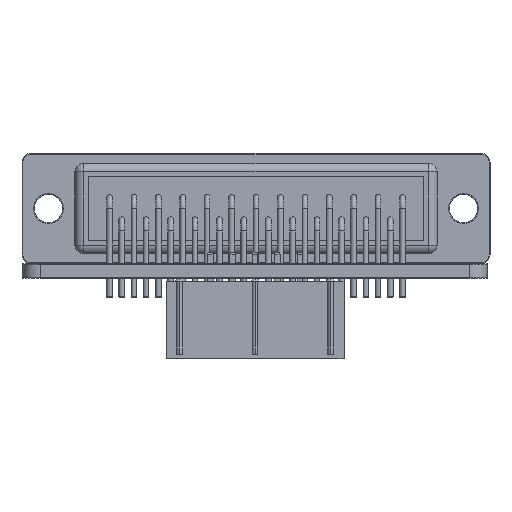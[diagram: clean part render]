
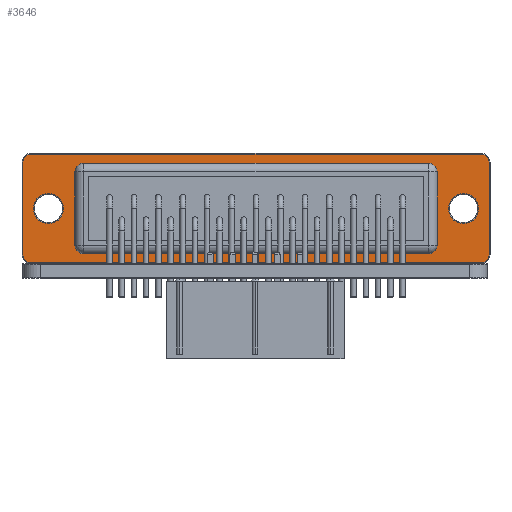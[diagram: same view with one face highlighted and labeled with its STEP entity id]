
A CAD part, left-side view. The second image highlights one B-rep face of the part: STEP entity #3646.
In plain terms, the highlighted face is planar.
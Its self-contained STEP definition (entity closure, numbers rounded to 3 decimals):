
#3395 = VERTEX_POINT('',#3396);
#3396 = CARTESIAN_POINT('',(42.17,-11.84,12.4));
#3403 = EDGE_CURVE('',#3395,#3404,#3406,.T.);
#3404 = VERTEX_POINT('',#3405);
#3405 = CARTESIAN_POINT('',(-8.93,-11.84,12.4));
#3406 = LINE('',#3407,#3408);
#3407 = CARTESIAN_POINT('',(42.17,-11.84,12.4));
#3408 = VECTOR('',#3409,1.);
#3409 = DIRECTION('',(-1.,0.,0.));
#3427 = EDGE_CURVE('',#3428,#3395,#3430,.T.);
#3428 = VERTEX_POINT('',#3429);
#3429 = CARTESIAN_POINT('',(43.07,-11.84,11.5));
#3430 = CIRCLE('',#3431,0.9);
#3431 = AXIS2_PLACEMENT_3D('',#3432,#3433,#3434);
#3432 = CARTESIAN_POINT('',(42.17,-11.84,11.5));
#3433 = DIRECTION('',(0.,-1.,0.));
#3434 = DIRECTION('',(1.,0.,0.));
#3453 = EDGE_CURVE('',#3404,#3454,#3456,.T.);
#3454 = VERTEX_POINT('',#3455);
#3455 = CARTESIAN_POINT('',(-9.83,-11.84,11.5));
#3456 = CIRCLE('',#3457,0.9);
#3457 = AXIS2_PLACEMENT_3D('',#3458,#3459,#3460);
#3458 = CARTESIAN_POINT('',(-8.93,-11.84,11.5));
#3459 = DIRECTION('',(0.,-1.,0.));
#3460 = DIRECTION('',(0.,0.,1.));
#3480 = VERTEX_POINT('',#3481);
#3481 = CARTESIAN_POINT('',(43.07,-11.84,1.));
#3488 = EDGE_CURVE('',#3480,#3428,#3489,.T.);
#3489 = LINE('',#3490,#3491);
#3490 = CARTESIAN_POINT('',(43.07,-11.84,1.));
#3491 = VECTOR('',#3492,1.);
#3492 = DIRECTION('',(0.,0.,1.));
#3505 = EDGE_CURVE('',#3454,#3506,#3508,.T.);
#3506 = VERTEX_POINT('',#3507);
#3507 = CARTESIAN_POINT('',(-9.83,-11.84,1.));
#3508 = LINE('',#3509,#3510);
#3509 = CARTESIAN_POINT('',(-9.83,-11.84,11.5));
#3510 = VECTOR('',#3511,1.);
#3511 = DIRECTION('',(0.,0.,-1.));
#3529 = EDGE_CURVE('',#3530,#3480,#3532,.T.);
#3530 = VERTEX_POINT('',#3531);
#3531 = CARTESIAN_POINT('',(42.17,-11.84,0.1));
#3532 = CIRCLE('',#3533,0.9);
#3533 = AXIS2_PLACEMENT_3D('',#3534,#3535,#3536);
#3534 = CARTESIAN_POINT('',(42.17,-11.84,1.));
#3535 = DIRECTION('',(0.,-1.,0.));
#3536 = DIRECTION('',(0.,0.,-1.));
#3555 = EDGE_CURVE('',#3506,#3556,#3558,.T.);
#3556 = VERTEX_POINT('',#3557);
#3557 = CARTESIAN_POINT('',(-8.93,-11.84,0.1));
#3558 = CIRCLE('',#3559,0.9);
#3559 = AXIS2_PLACEMENT_3D('',#3560,#3561,#3562);
#3560 = CARTESIAN_POINT('',(-8.93,-11.84,1.));
#3561 = DIRECTION('',(0.,-1.,0.));
#3562 = DIRECTION('',(-1.,0.,0.));
#3582 = EDGE_CURVE('',#3556,#3530,#3583,.T.);
#3583 = LINE('',#3584,#3585);
#3584 = CARTESIAN_POINT('',(-8.93,-11.84,0.1));
#3585 = VECTOR('',#3586,1.);
#3586 = DIRECTION('',(1.,0.,0.));
#3599 = VERTEX_POINT('',#3600);
#3600 = CARTESIAN_POINT('',(-5.23,-11.84,6.25));
#3607 = EDGE_CURVE('',#3599,#3599,#3608,.T.);
#3608 = CIRCLE('',#3609,1.7);
#3609 = AXIS2_PLACEMENT_3D('',#3610,#3611,#3612);
#3610 = CARTESIAN_POINT('',(-6.93,-11.84,6.25));
#3611 = DIRECTION('',(0.,-1.,0.));
#3612 = DIRECTION('',(1.,0.,0.));
#3625 = VERTEX_POINT('',#3626);
#3626 = CARTESIAN_POINT('',(41.87,-11.84,6.25));
#3633 = EDGE_CURVE('',#3625,#3625,#3634,.T.);
#3634 = CIRCLE('',#3635,1.7);
#3635 = AXIS2_PLACEMENT_3D('',#3636,#3637,#3638);
#3636 = CARTESIAN_POINT('',(40.17,-11.84,6.25));
#3637 = DIRECTION('',(0.,-1.,0.));
#3638 = DIRECTION('',(1.,0.,0.));
#3646 = ADVANCED_FACE('',(#3647,#3657,#3660,#3730),#3733,.F.);
#3647 = FACE_BOUND('',#3648,.F.);
#3648 = EDGE_LOOP('',(#3649,#3650,#3651,#3652,#3653,#3654,#3655,#3656));
#3649 = ORIENTED_EDGE('',*,*,#3403,.T.);
#3650 = ORIENTED_EDGE('',*,*,#3453,.T.);
#3651 = ORIENTED_EDGE('',*,*,#3505,.T.);
#3652 = ORIENTED_EDGE('',*,*,#3555,.T.);
#3653 = ORIENTED_EDGE('',*,*,#3582,.T.);
#3654 = ORIENTED_EDGE('',*,*,#3529,.T.);
#3655 = ORIENTED_EDGE('',*,*,#3488,.T.);
#3656 = ORIENTED_EDGE('',*,*,#3427,.T.);
#3657 = FACE_BOUND('',#3658,.F.);
#3658 = EDGE_LOOP('',(#3659));
#3659 = ORIENTED_EDGE('',*,*,#3607,.F.);
#3660 = FACE_BOUND('',#3661,.F.);
#3661 = EDGE_LOOP('',(#3662,#3672,#3681,#3689,#3698,#3706,#3715,#3723));
#3662 = ORIENTED_EDGE('',*,*,#3663,.F.);
#3663 = EDGE_CURVE('',#3664,#3666,#3668,.T.);
#3664 = VERTEX_POINT('',#3665);
#3665 = CARTESIAN_POINT('',(36.17,-11.84,11.4));
#3666 = VERTEX_POINT('',#3667);
#3667 = CARTESIAN_POINT('',(-2.93,-11.84,11.4));
#3668 = LINE('',#3669,#3670);
#3669 = CARTESIAN_POINT('',(37.17,-11.84,11.4));
#3670 = VECTOR('',#3671,1.);
#3671 = DIRECTION('',(-1.,0.,0.));
#3672 = ORIENTED_EDGE('',*,*,#3673,.T.);
#3673 = EDGE_CURVE('',#3664,#3674,#3676,.T.);
#3674 = VERTEX_POINT('',#3675);
#3675 = CARTESIAN_POINT('',(37.17,-11.84,10.4));
#3676 = CIRCLE('',#3677,1.);
#3677 = AXIS2_PLACEMENT_3D('',#3678,#3679,#3680);
#3678 = CARTESIAN_POINT('',(36.17,-11.84,10.4));
#3679 = DIRECTION('',(0.,1.,0.));
#3680 = DIRECTION('',(0.,0.,-1.));
#3681 = ORIENTED_EDGE('',*,*,#3682,.F.);
#3682 = EDGE_CURVE('',#3683,#3674,#3685,.T.);
#3683 = VERTEX_POINT('',#3684);
#3684 = CARTESIAN_POINT('',(37.17,-11.84,2.1));
#3685 = LINE('',#3686,#3687);
#3686 = CARTESIAN_POINT('',(37.17,-11.84,1.1));
#3687 = VECTOR('',#3688,1.);
#3688 = DIRECTION('',(0.,0.,1.));
#3689 = ORIENTED_EDGE('',*,*,#3690,.F.);
#3690 = EDGE_CURVE('',#3691,#3683,#3693,.T.);
#3691 = VERTEX_POINT('',#3692);
#3692 = CARTESIAN_POINT('',(36.17,-11.84,1.1));
#3693 = CIRCLE('',#3694,1.);
#3694 = AXIS2_PLACEMENT_3D('',#3695,#3696,#3697);
#3695 = CARTESIAN_POINT('',(36.17,-11.84,2.1));
#3696 = DIRECTION('',(0.,-1.,0.));
#3697 = DIRECTION('',(0.,0.,-1.));
#3698 = ORIENTED_EDGE('',*,*,#3699,.F.);
#3699 = EDGE_CURVE('',#3700,#3691,#3702,.T.);
#3700 = VERTEX_POINT('',#3701);
#3701 = CARTESIAN_POINT('',(-2.93,-11.84,1.1));
#3702 = LINE('',#3703,#3704);
#3703 = CARTESIAN_POINT('',(-3.93,-11.84,1.1));
#3704 = VECTOR('',#3705,1.);
#3705 = DIRECTION('',(1.,0.,0.));
#3706 = ORIENTED_EDGE('',*,*,#3707,.T.);
#3707 = EDGE_CURVE('',#3700,#3708,#3710,.T.);
#3708 = VERTEX_POINT('',#3709);
#3709 = CARTESIAN_POINT('',(-3.93,-11.84,2.1));
#3710 = CIRCLE('',#3711,1.);
#3711 = AXIS2_PLACEMENT_3D('',#3712,#3713,#3714);
#3712 = CARTESIAN_POINT('',(-2.93,-11.84,2.1));
#3713 = DIRECTION('',(0.,1.,0.));
#3714 = DIRECTION('',(0.,0.,-1.));
#3715 = ORIENTED_EDGE('',*,*,#3716,.F.);
#3716 = EDGE_CURVE('',#3717,#3708,#3719,.T.);
#3717 = VERTEX_POINT('',#3718);
#3718 = CARTESIAN_POINT('',(-3.93,-11.84,10.4));
#3719 = LINE('',#3720,#3721);
#3720 = CARTESIAN_POINT('',(-3.93,-11.84,11.4));
#3721 = VECTOR('',#3722,1.);
#3722 = DIRECTION('',(0.,0.,-1.));
#3723 = ORIENTED_EDGE('',*,*,#3724,.T.);
#3724 = EDGE_CURVE('',#3717,#3666,#3725,.T.);
#3725 = CIRCLE('',#3726,1.);
#3726 = AXIS2_PLACEMENT_3D('',#3727,#3728,#3729);
#3727 = CARTESIAN_POINT('',(-2.93,-11.84,10.4));
#3728 = DIRECTION('',(0.,1.,0.));
#3729 = DIRECTION('',(0.,0.,-1.));
#3730 = FACE_BOUND('',#3731,.F.);
#3731 = EDGE_LOOP('',(#3732));
#3732 = ORIENTED_EDGE('',*,*,#3633,.F.);
#3733 = PLANE('',#3734);
#3734 = AXIS2_PLACEMENT_3D('',#3735,#3736,#3737);
#3735 = CARTESIAN_POINT('',(16.62,-11.84,6.25));
#3736 = DIRECTION('',(0.,-1.,0.));
#3737 = DIRECTION('',(1.,0.,0.));
